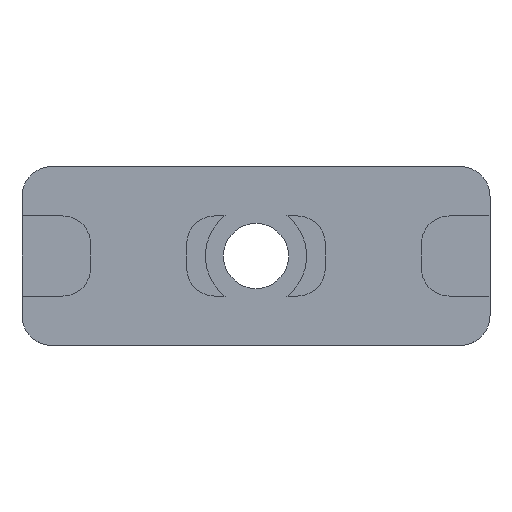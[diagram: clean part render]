
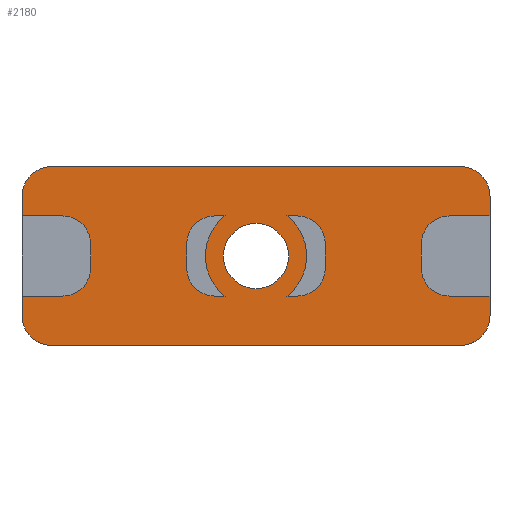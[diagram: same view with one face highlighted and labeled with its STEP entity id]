
A CAD part, front view. The second image highlights one B-rep face of the part: STEP entity #2180.
In plain terms, the highlighted planar face has unit normal (0, -1, 0).
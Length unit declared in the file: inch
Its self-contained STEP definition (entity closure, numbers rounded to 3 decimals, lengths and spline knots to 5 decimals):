
#182=FACE_BOUND('',#398,.T.);
#183=FACE_BOUND('',#399,.T.);
#184=FACE_BOUND('',#400,.T.);
#193=PLANE('',#2314);
#273=FACE_OUTER_BOUND('',#397,.T.);
#397=EDGE_LOOP('',(#1477,#1478,#1479,#1480,#1481,#1482,#1483,#1484,#1485,
#1486,#1487,#1488,#1489,#1490,#1491,#1492,#1493,#1494,#1495,#1496));
#398=EDGE_LOOP('',(#1497,#1498,#1499,#1500,#1501,#1502));
#399=EDGE_LOOP('',(#1503,#1504,#1505,#1506,#1507,#1508));
#400=EDGE_LOOP('',(#1509));
#524=LINE('',#2990,#659);
#527=LINE('',#2998,#662);
#531=LINE('',#3011,#666);
#537=LINE('',#3026,#672);
#538=LINE('',#3029,#673);
#539=LINE('',#3031,#674);
#540=LINE('',#3035,#675);
#541=LINE('',#3038,#676);
#542=LINE('',#3040,#677);
#543=LINE('',#3042,#678);
#544=LINE('',#3046,#679);
#545=LINE('',#3049,#680);
#546=LINE('',#3054,#681);
#547=LINE('',#3058,#682);
#548=LINE('',#3061,#683);
#549=LINE('',#3066,#684);
#550=LINE('',#3070,#685);
#551=LINE('',#3073,#686);
#659=VECTOR('',#2495,0.3937);
#662=VECTOR('',#2504,0.3937);
#666=VECTOR('',#2516,0.3937);
#672=VECTOR('',#2530,0.3937);
#673=VECTOR('',#2533,0.3937);
#674=VECTOR('',#2534,0.3937);
#675=VECTOR('',#2537,0.3937);
#676=VECTOR('',#2540,0.3937);
#677=VECTOR('',#2541,0.3937);
#678=VECTOR('',#2542,0.3937);
#679=VECTOR('',#2545,0.3937);
#680=VECTOR('',#2548,0.3937);
#681=VECTOR('',#2551,0.3937);
#682=VECTOR('',#2554,0.3937);
#683=VECTOR('',#2557,0.3937);
#684=VECTOR('',#2560,0.3937);
#685=VECTOR('',#2563,0.3937);
#686=VECTOR('',#2566,0.3937);
#789=CIRCLE('',#2299,0.094);
#791=CIRCLE('',#2304,0.094);
#793=CIRCLE('',#2308,0.094);
#795=CIRCLE('',#2312,0.094);
#796=CIRCLE('',#2315,0.1);
#797=CIRCLE('',#2316,0.1);
#798=CIRCLE('',#2317,0.1);
#799=CIRCLE('',#2318,0.1);
#800=CIRCLE('',#2319,0.17);
#801=CIRCLE('',#2320,0.094);
#802=CIRCLE('',#2321,0.094);
#803=CIRCLE('',#2322,0.17);
#804=CIRCLE('',#2323,0.094);
#805=CIRCLE('',#2324,0.094);
#806=CIRCLE('',#2325,0.1095);
#857=VERTEX_POINT('',#2973);
#858=VERTEX_POINT('',#2975);
#863=VERTEX_POINT('',#2989);
#864=VERTEX_POINT('',#2993);
#865=VERTEX_POINT('',#2997);
#868=VERTEX_POINT('',#3004);
#869=VERTEX_POINT('',#3006);
#870=VERTEX_POINT('',#3010);
#874=VERTEX_POINT('',#3019);
#875=VERTEX_POINT('',#3021);
#876=VERTEX_POINT('',#3028);
#877=VERTEX_POINT('',#3030);
#878=VERTEX_POINT('',#3032);
#879=VERTEX_POINT('',#3034);
#880=VERTEX_POINT('',#3036);
#881=VERTEX_POINT('',#3039);
#882=VERTEX_POINT('',#3041);
#883=VERTEX_POINT('',#3043);
#884=VERTEX_POINT('',#3045);
#885=VERTEX_POINT('',#3047);
#886=VERTEX_POINT('',#3050);
#887=VERTEX_POINT('',#3051);
#888=VERTEX_POINT('',#3053);
#889=VERTEX_POINT('',#3055);
#890=VERTEX_POINT('',#3057);
#891=VERTEX_POINT('',#3059);
#892=VERTEX_POINT('',#3062);
#893=VERTEX_POINT('',#3063);
#894=VERTEX_POINT('',#3065);
#895=VERTEX_POINT('',#3067);
#896=VERTEX_POINT('',#3069);
#897=VERTEX_POINT('',#3071);
#898=VERTEX_POINT('',#3074);
#1090=EDGE_CURVE('',#857,#858,#789,.F.);
#1097=EDGE_CURVE('',#863,#858,#524,.T.);
#1099=EDGE_CURVE('',#863,#864,#791,.F.);
#1101=EDGE_CURVE('',#865,#864,#527,.T.);
#1105=EDGE_CURVE('',#868,#869,#793,.F.);
#1107=EDGE_CURVE('',#870,#869,#531,.T.);
#1112=EDGE_CURVE('',#874,#875,#795,.F.);
#1115=EDGE_CURVE('',#868,#875,#537,.T.);
#1116=EDGE_CURVE('',#857,#876,#538,.T.);
#1117=EDGE_CURVE('',#877,#876,#539,.F.);
#1118=EDGE_CURVE('',#878,#877,#796,.T.);
#1119=EDGE_CURVE('',#878,#879,#540,.T.);
#1120=EDGE_CURVE('',#880,#879,#797,.T.);
#1121=EDGE_CURVE('',#880,#870,#541,.F.);
#1122=EDGE_CURVE('',#874,#881,#542,.T.);
#1123=EDGE_CURVE('',#881,#882,#543,.F.);
#1124=EDGE_CURVE('',#883,#882,#798,.T.);
#1125=EDGE_CURVE('',#883,#884,#544,.T.);
#1126=EDGE_CURVE('',#885,#884,#799,.T.);
#1127=EDGE_CURVE('',#865,#885,#545,.F.);
#1128=EDGE_CURVE('',#886,#887,#800,.T.);
#1129=EDGE_CURVE('',#887,#888,#546,.T.);
#1130=EDGE_CURVE('',#889,#888,#801,.F.);
#1131=EDGE_CURVE('',#889,#890,#547,.T.);
#1132=EDGE_CURVE('',#891,#890,#802,.F.);
#1133=EDGE_CURVE('',#891,#886,#548,.T.);
#1134=EDGE_CURVE('',#892,#893,#803,.T.);
#1135=EDGE_CURVE('',#893,#894,#549,.T.);
#1136=EDGE_CURVE('',#895,#894,#804,.F.);
#1137=EDGE_CURVE('',#895,#896,#550,.T.);
#1138=EDGE_CURVE('',#897,#896,#805,.F.);
#1139=EDGE_CURVE('',#897,#892,#551,.T.);
#1140=EDGE_CURVE('',#898,#898,#806,.T.);
#1477=ORIENTED_EDGE('',*,*,#1116,.T.);
#1478=ORIENTED_EDGE('',*,*,#1117,.F.);
#1479=ORIENTED_EDGE('',*,*,#1118,.F.);
#1480=ORIENTED_EDGE('',*,*,#1119,.T.);
#1481=ORIENTED_EDGE('',*,*,#1120,.F.);
#1482=ORIENTED_EDGE('',*,*,#1121,.T.);
#1483=ORIENTED_EDGE('',*,*,#1107,.T.);
#1484=ORIENTED_EDGE('',*,*,#1105,.F.);
#1485=ORIENTED_EDGE('',*,*,#1115,.T.);
#1486=ORIENTED_EDGE('',*,*,#1112,.F.);
#1487=ORIENTED_EDGE('',*,*,#1122,.T.);
#1488=ORIENTED_EDGE('',*,*,#1123,.T.);
#1489=ORIENTED_EDGE('',*,*,#1124,.F.);
#1490=ORIENTED_EDGE('',*,*,#1125,.T.);
#1491=ORIENTED_EDGE('',*,*,#1126,.F.);
#1492=ORIENTED_EDGE('',*,*,#1127,.F.);
#1493=ORIENTED_EDGE('',*,*,#1101,.T.);
#1494=ORIENTED_EDGE('',*,*,#1099,.F.);
#1495=ORIENTED_EDGE('',*,*,#1097,.T.);
#1496=ORIENTED_EDGE('',*,*,#1090,.F.);
#1497=ORIENTED_EDGE('',*,*,#1128,.T.);
#1498=ORIENTED_EDGE('',*,*,#1129,.T.);
#1499=ORIENTED_EDGE('',*,*,#1130,.F.);
#1500=ORIENTED_EDGE('',*,*,#1131,.T.);
#1501=ORIENTED_EDGE('',*,*,#1132,.F.);
#1502=ORIENTED_EDGE('',*,*,#1133,.T.);
#1503=ORIENTED_EDGE('',*,*,#1134,.T.);
#1504=ORIENTED_EDGE('',*,*,#1135,.T.);
#1505=ORIENTED_EDGE('',*,*,#1136,.F.);
#1506=ORIENTED_EDGE('',*,*,#1137,.T.);
#1507=ORIENTED_EDGE('',*,*,#1138,.F.);
#1508=ORIENTED_EDGE('',*,*,#1139,.T.);
#1509=ORIENTED_EDGE('',*,*,#1140,.T.);
#2180=ADVANCED_FACE('',(#273,#182,#183,#184),#193,.F.);
#2299=AXIS2_PLACEMENT_3D('',#2976,#2482,#2483);
#2304=AXIS2_PLACEMENT_3D('',#2994,#2499,#2500);
#2308=AXIS2_PLACEMENT_3D('',#3007,#2511,#2512);
#2312=AXIS2_PLACEMENT_3D('',#3022,#2524,#2525);
#2314=AXIS2_PLACEMENT_3D('',#3027,#2531,#2532);
#2315=AXIS2_PLACEMENT_3D('',#3033,#2535,#2536);
#2316=AXIS2_PLACEMENT_3D('',#3037,#2538,#2539);
#2317=AXIS2_PLACEMENT_3D('',#3044,#2543,#2544);
#2318=AXIS2_PLACEMENT_3D('',#3048,#2546,#2547);
#2319=AXIS2_PLACEMENT_3D('',#3052,#2549,#2550);
#2320=AXIS2_PLACEMENT_3D('',#3056,#2552,#2553);
#2321=AXIS2_PLACEMENT_3D('',#3060,#2555,#2556);
#2322=AXIS2_PLACEMENT_3D('',#3064,#2558,#2559);
#2323=AXIS2_PLACEMENT_3D('',#3068,#2561,#2562);
#2324=AXIS2_PLACEMENT_3D('',#3072,#2564,#2565);
#2325=AXIS2_PLACEMENT_3D('',#3075,#2567,#2568);
#2482=DIRECTION('center_axis',(0.,1.,0.));
#2483=DIRECTION('ref_axis',(-0.707,0.,0.707));
#2495=DIRECTION('',(0.,0.,1.));
#2499=DIRECTION('center_axis',(0.,1.,0.));
#2500=DIRECTION('ref_axis',(-0.707,0.,-0.707));
#2504=DIRECTION('',(-1.,0.,0.));
#2511=DIRECTION('center_axis',(0.,1.,0.));
#2512=DIRECTION('ref_axis',(0.707,0.,0.707));
#2516=DIRECTION('',(1.,0.,0.));
#2524=DIRECTION('center_axis',(0.,1.,0.));
#2525=DIRECTION('ref_axis',(0.707,0.,-0.707));
#2530=DIRECTION('',(0.,0.,-1.));
#2531=DIRECTION('center_axis',(0.,1.,0.));
#2532=DIRECTION('ref_axis',(0.,0.,-1.));
#2533=DIRECTION('',(1.,0.,0.));
#2534=DIRECTION('',(0.,0.,1.));
#2535=DIRECTION('center_axis',(0.,1.,0.));
#2536=DIRECTION('ref_axis',(0.707,0.,0.707));
#2537=DIRECTION('',(-1.,0.,0.));
#2538=DIRECTION('center_axis',(0.,1.,0.));
#2539=DIRECTION('ref_axis',(-0.707,0.,0.707));
#2540=DIRECTION('',(0.,0.,1.));
#2541=DIRECTION('',(-1.,0.,0.));
#2542=DIRECTION('',(0.,0.,1.));
#2543=DIRECTION('center_axis',(0.,1.,0.));
#2544=DIRECTION('ref_axis',(-0.707,0.,-0.707));
#2545=DIRECTION('',(1.,0.,0.));
#2546=DIRECTION('center_axis',(0.,1.,0.));
#2547=DIRECTION('ref_axis',(0.707,0.,-0.707));
#2548=DIRECTION('',(0.,0.,1.));
#2549=DIRECTION('center_axis',(0.,-1.,0.));
#2550=DIRECTION('ref_axis',(1.,0.,0.));
#2551=DIRECTION('',(-1.,0.,0.));
#2552=DIRECTION('center_axis',(0.,1.,0.));
#2553=DIRECTION('ref_axis',(-0.707,0.,-0.707));
#2554=DIRECTION('',(0.,0.,1.));
#2555=DIRECTION('center_axis',(0.,1.,0.));
#2556=DIRECTION('ref_axis',(-0.707,0.,0.707));
#2557=DIRECTION('',(1.,0.,0.));
#2558=DIRECTION('center_axis',(0.,-1.,0.));
#2559=DIRECTION('ref_axis',(1.,0.,0.));
#2560=DIRECTION('',(1.,0.,0.));
#2561=DIRECTION('center_axis',(0.,1.,0.));
#2562=DIRECTION('ref_axis',(0.707,0.,0.707));
#2563=DIRECTION('',(0.,0.,-1.));
#2564=DIRECTION('center_axis',(0.,1.,0.));
#2565=DIRECTION('ref_axis',(0.707,0.,-0.707));
#2566=DIRECTION('',(-1.,0.,0.));
#2567=DIRECTION('center_axis',(0.,1.,0.));
#2568=DIRECTION('ref_axis',(1.,0.,0.));
#2973=CARTESIAN_POINT('',(1.542,0.,-0.1655));
#2975=CARTESIAN_POINT('',(1.448,0.,-0.2595));
#2976=CARTESIAN_POINT('Origin',(1.542,0.,-0.2595));
#2989=CARTESIAN_POINT('',(1.448,0.,-0.3405));
#2990=CARTESIAN_POINT('',(1.448,0.,-0.23275));
#2993=CARTESIAN_POINT('',(1.542,0.,-0.4345));
#2994=CARTESIAN_POINT('Origin',(1.542,0.,-0.3405));
#2997=CARTESIAN_POINT('',(1.6785,0.,-0.4345));
#2998=CARTESIAN_POINT('',(1.00975,0.,-0.4345));
#3004=CARTESIAN_POINT('',(0.339,0.,-0.2595));
#3006=CARTESIAN_POINT('',(0.245,0.,-0.1655));
#3007=CARTESIAN_POINT('Origin',(0.245,0.,-0.2595));
#3010=CARTESIAN_POINT('',(0.1085,0.,-0.1655));
#3011=CARTESIAN_POINT('',(0.38375,0.,-0.1655));
#3019=CARTESIAN_POINT('',(0.245,0.,-0.4345));
#3021=CARTESIAN_POINT('',(0.339,0.,-0.3405));
#3022=CARTESIAN_POINT('Origin',(0.245,0.,-0.3405));
#3026=CARTESIAN_POINT('',(0.339,0.,-0.36725));
#3027=CARTESIAN_POINT('Origin',(0.5,0.,-0.3));
#3028=CARTESIAN_POINT('',(1.6785,0.,-0.1655));
#3029=CARTESIAN_POINT('',(1.00975,0.,-0.1655));
#3030=CARTESIAN_POINT('',(1.6785,0.,-0.1));
#3031=CARTESIAN_POINT('',(1.6785,0.,-0.3));
#3032=CARTESIAN_POINT('',(1.5785,0.,0.));
#3033=CARTESIAN_POINT('Origin',(1.5785,0.,-0.1));
#3034=CARTESIAN_POINT('',(0.2085,0.,0.));
#3035=CARTESIAN_POINT('',(0.5,0.,0.));
#3036=CARTESIAN_POINT('',(0.1085,0.,-0.1));
#3037=CARTESIAN_POINT('Origin',(0.2085,0.,-0.1));
#3038=CARTESIAN_POINT('',(0.1085,0.,-0.3));
#3039=CARTESIAN_POINT('',(0.1085,0.,-0.4345));
#3040=CARTESIAN_POINT('',(0.38375,0.,-0.4345));
#3041=CARTESIAN_POINT('',(0.1085,0.,-0.5));
#3042=CARTESIAN_POINT('',(0.1085,0.,-0.3));
#3043=CARTESIAN_POINT('',(0.2085,0.,-0.6));
#3044=CARTESIAN_POINT('Origin',(0.2085,0.,-0.5));
#3045=CARTESIAN_POINT('',(1.5785,0.,-0.6));
#3046=CARTESIAN_POINT('',(0.5,0.,-0.6));
#3047=CARTESIAN_POINT('',(1.6785,0.,-0.5));
#3048=CARTESIAN_POINT('Origin',(1.5785,0.,-0.5));
#3049=CARTESIAN_POINT('',(1.6785,0.,-0.3));
#3050=CARTESIAN_POINT('',(0.78953,0.,-0.1655));
#3051=CARTESIAN_POINT('',(0.78953,0.,-0.4345));
#3052=CARTESIAN_POINT('Origin',(0.8935,0.,-0.3));
#3053=CARTESIAN_POINT('',(0.755,0.,-0.4345));
#3054=CARTESIAN_POINT('',(0.5805,0.,-0.4345));
#3055=CARTESIAN_POINT('',(0.661,0.,-0.3405));
#3056=CARTESIAN_POINT('Origin',(0.755,0.,-0.3405));
#3057=CARTESIAN_POINT('',(0.661,0.,-0.2595));
#3058=CARTESIAN_POINT('',(0.661,0.,-0.23275));
#3059=CARTESIAN_POINT('',(0.755,0.,-0.1655));
#3060=CARTESIAN_POINT('Origin',(0.755,0.,-0.2595));
#3061=CARTESIAN_POINT('',(0.64477,0.,-0.1655));
#3062=CARTESIAN_POINT('',(0.99747,0.,-0.4345));
#3063=CARTESIAN_POINT('',(0.99747,0.,-0.1655));
#3064=CARTESIAN_POINT('Origin',(0.8935,0.,-0.3));
#3065=CARTESIAN_POINT('',(1.032,0.,-0.1655));
#3066=CARTESIAN_POINT('',(0.813,0.,-0.1655));
#3067=CARTESIAN_POINT('',(1.126,0.,-0.2595));
#3068=CARTESIAN_POINT('Origin',(1.032,0.,-0.2595));
#3069=CARTESIAN_POINT('',(1.126,0.,-0.3405));
#3070=CARTESIAN_POINT('',(1.126,0.,-0.36725));
#3071=CARTESIAN_POINT('',(1.032,0.,-0.4345));
#3072=CARTESIAN_POINT('Origin',(1.032,0.,-0.3405));
#3073=CARTESIAN_POINT('',(0.74873,0.,-0.4345));
#3074=CARTESIAN_POINT('',(0.784,0.,-0.3));
#3075=CARTESIAN_POINT('Origin',(0.8935,0.,-0.3));
